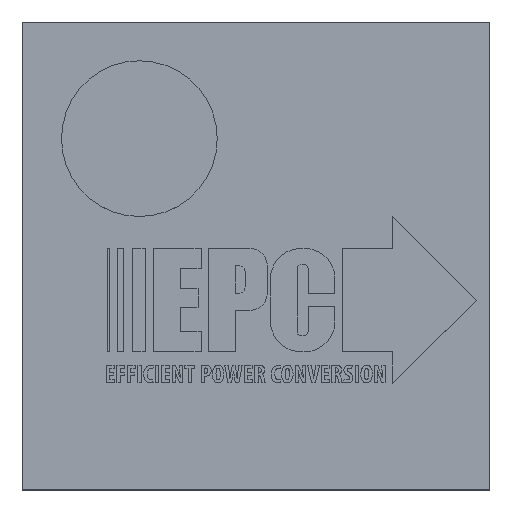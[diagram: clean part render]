
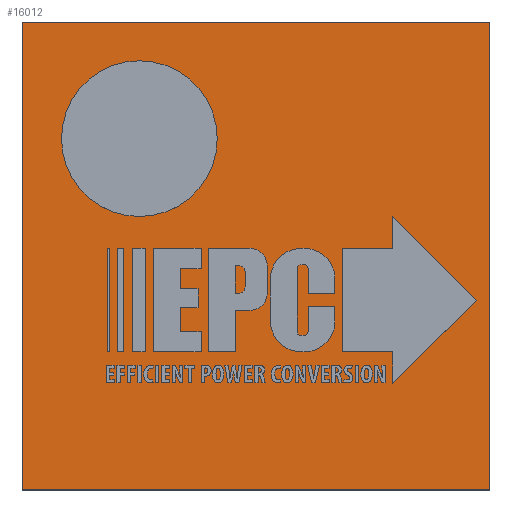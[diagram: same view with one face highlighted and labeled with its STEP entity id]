
A CAD part, top view. The second image highlights one B-rep face of the part: STEP entity #16012.
In plain terms, the highlighted planar face has unit normal (0, 0, 1).
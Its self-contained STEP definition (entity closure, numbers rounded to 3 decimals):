
#15883 = VERTEX_POINT('',#15884);
#15884 = CARTESIAN_POINT('',(-0.45,0.45,0.665));
#15890 = EDGE_CURVE('',#15883,#15891,#15893,.T.);
#15891 = VERTEX_POINT('',#15892);
#15892 = CARTESIAN_POINT('',(0.45,0.45,0.665));
#15893 = LINE('',#15894,#15895);
#15894 = CARTESIAN_POINT('',(-0.45,0.45,0.665));
#15895 = VECTOR('',#15896,1.);
#15896 = DIRECTION('',(1.,0.,0.));
#15921 = EDGE_CURVE('',#15891,#15922,#15924,.T.);
#15922 = VERTEX_POINT('',#15923);
#15923 = CARTESIAN_POINT('',(0.45,-0.45,0.665));
#15924 = LINE('',#15925,#15926);
#15925 = CARTESIAN_POINT('',(0.45,0.45,0.665));
#15926 = VECTOR('',#15927,1.);
#15927 = DIRECTION('',(0.,-1.,0.));
#15952 = EDGE_CURVE('',#15922,#15953,#15955,.T.);
#15953 = VERTEX_POINT('',#15954);
#15954 = CARTESIAN_POINT('',(-0.45,-0.45,0.665));
#15955 = LINE('',#15956,#15957);
#15956 = CARTESIAN_POINT('',(0.45,-0.45,0.665));
#15957 = VECTOR('',#15958,1.);
#15958 = DIRECTION('',(-1.,0.,0.));
#15983 = EDGE_CURVE('',#15953,#15883,#15984,.T.);
#15984 = LINE('',#15985,#15986);
#15985 = CARTESIAN_POINT('',(-0.45,-0.45,0.665));
#15986 = VECTOR('',#15987,1.);
#15987 = DIRECTION('',(0.,1.,0.));
#16012 = ADVANCED_FACE('',(#16013),#16019,.T.);
#16013 = FACE_BOUND('',#16014,.F.);
#16014 = EDGE_LOOP('',(#16015,#16016,#16017,#16018));
#16015 = ORIENTED_EDGE('',*,*,#15890,.T.);
#16016 = ORIENTED_EDGE('',*,*,#15921,.T.);
#16017 = ORIENTED_EDGE('',*,*,#15952,.T.);
#16018 = ORIENTED_EDGE('',*,*,#15983,.T.);
#16019 = PLANE('',#16020);
#16020 = AXIS2_PLACEMENT_3D('',#16021,#16022,#16023);
#16021 = CARTESIAN_POINT('',(-0.45,0.45,0.665));
#16022 = DIRECTION('',(-0.,0.,1.));
#16023 = DIRECTION('',(1.,0.,0.));
